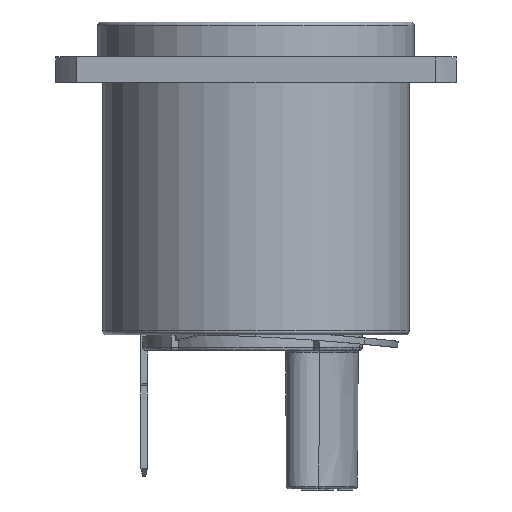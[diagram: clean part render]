
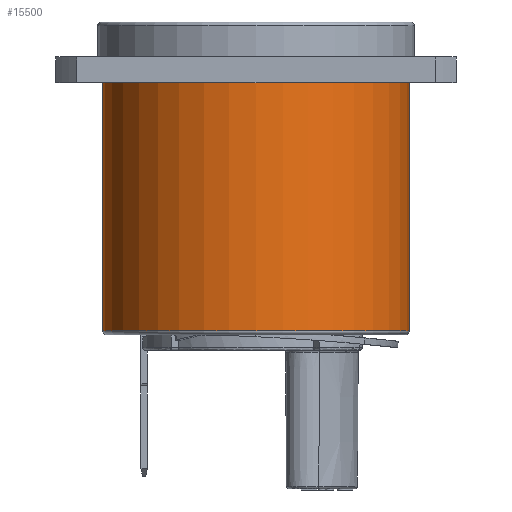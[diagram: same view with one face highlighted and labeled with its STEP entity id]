
A CAD part, left-side view. The second image highlights one B-rep face of the part: STEP entity #15500.
In plain terms, the highlighted cylindrical face has radius 11.85 mm (diameter 23.7 mm), a partial arc.
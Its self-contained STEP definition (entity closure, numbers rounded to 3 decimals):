
#16=CARTESIAN_POINT('',(0.,0.,-19.2));
#17=DIRECTION('',(0.,0.,1.));
#18=DIRECTION('',(0.,1.,0.));
#19=AXIS2_PLACEMENT_3D('',#16,#17,#18);
#21=DIRECTION('',(0.,0.,1.));
#22=VECTOR('',#21,19.2);
#23=CARTESIAN_POINT('',(0.,11.85,-19.2));
#24=LINE('',#23,#22);
#25=DIRECTION('',(0.,0.,1.));
#26=VECTOR('',#25,19.2);
#27=CARTESIAN_POINT('',(0.,-11.85,-19.2));
#28=LINE('',#27,#26);
#29=CARTESIAN_POINT('',(0.,0.,0.));
#30=DIRECTION('',(0.,0.,1.));
#31=DIRECTION('',(0.,1.,0.));
#32=AXIS2_PLACEMENT_3D('',#29,#30,#31);
#13034=CARTESIAN_POINT('',(0.,11.85,0.));
#13035=CARTESIAN_POINT('',(0.,-11.85,0.));
#13036=VERTEX_POINT('',#13034);
#13037=VERTEX_POINT('',#13035);
#13133=CARTESIAN_POINT('',(0.,11.85,-19.2));
#13134=CARTESIAN_POINT('',(0.,-11.85,-19.2));
#13135=VERTEX_POINT('',#13133);
#13136=VERTEX_POINT('',#13134);
#15488=CARTESIAN_POINT('',(0.,0.,5.91));
#15489=DIRECTION('',(0.,0.,-1.));
#15490=DIRECTION('',(0.,-1.,0.));
#15491=AXIS2_PLACEMENT_3D('',#15488,#15489,#15490);
#15492=CYLINDRICAL_SURFACE('',#15491,11.85);
#15493=ORIENTED_EDGE('',*,*,#15479,.F.);
#15494=ORIENTED_EDGE('',*,*,#15454,.T.);
#15496=ORIENTED_EDGE('',*,*,#15495,.T.);
#15497=ORIENTED_EDGE('',*,*,#15450,.F.);
#15498=EDGE_LOOP('',(#15493,#15494,#15496,#15497));
#15499=FACE_OUTER_BOUND('',#15498,.F.);
#15500=ADVANCED_FACE('',(#15499),#15492,.T.);
#20=CIRCLE('',#19,11.85);
#33=CIRCLE('',#32,11.85);
#15450=EDGE_CURVE('',#13136,#13037,#28,.T.);
#15454=EDGE_CURVE('',#13135,#13036,#24,.T.);
#15479=EDGE_CURVE('',#13135,#13136,#20,.T.);
#15495=EDGE_CURVE('',#13036,#13037,#33,.T.);
